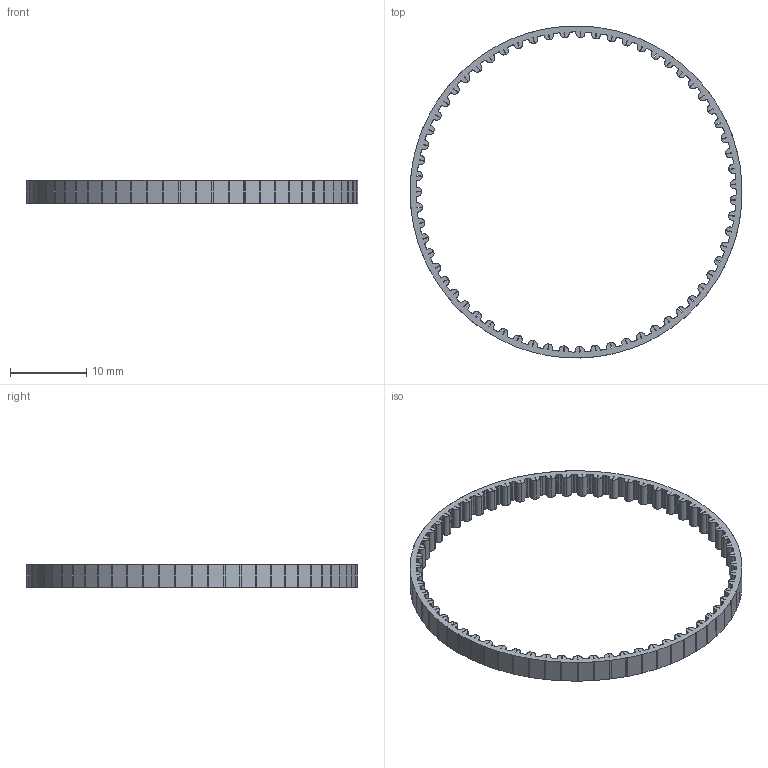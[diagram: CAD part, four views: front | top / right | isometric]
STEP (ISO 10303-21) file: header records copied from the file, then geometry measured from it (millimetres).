
FILE_DESCRIPTION(/* description */ (''),/* implementation_level */ '2;1');
FILE_NAME(/* name */ '00_GT2_TimingBelt_flexible_Modular.ipt.step',/* time_stamp */ '2022-11-29T07:40:52+01:00',/* author */ ('diederichbenedict'),/* organization */ (''),/* preprocessor_version */ 'ST-DEVELOPER v18.1',/* originating_system */ 'Autodesk Inventor 2022',/* authorisation */ '');
FILE_SCHEMA (('AUTOMOTIVE_DESIGN { 1 0 10303 214 3 1 1 }'));
Length unit declared in the file: millimetre
Products named in the file (1): 00_GT2_TimingBelt_flexible_Modular
Bounding box: 43.58 x 43.59 x 3 mm (x, y, z)
Volume: 442.1 mm3; surface area: 1561.1 mm2
Topology: 1 solids, 1 shells, 1010 faces, 3024 edges, 2016 vertices
Faces by surface type: plane 506, cylinder 504
Entity records: 34367 total; most frequent: CARTESIAN_POINT 6056, DIRECTION 6054, ORIENTED_EDGE 6048, EDGE_CURVE 3024, AXIS2_PLACEMENT_3D 2019, LINE 2016, VECTOR 2016, VERTEX_POINT 2016
